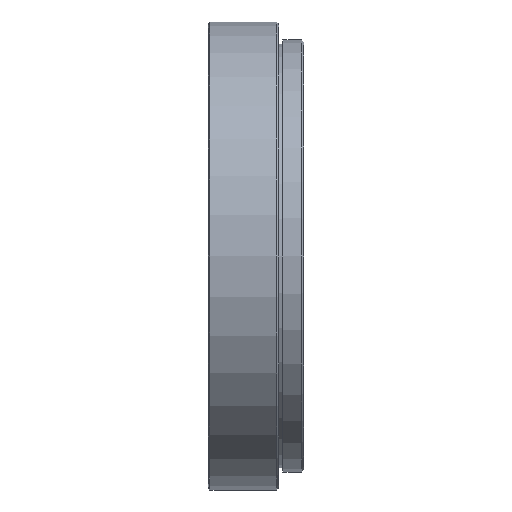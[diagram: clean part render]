
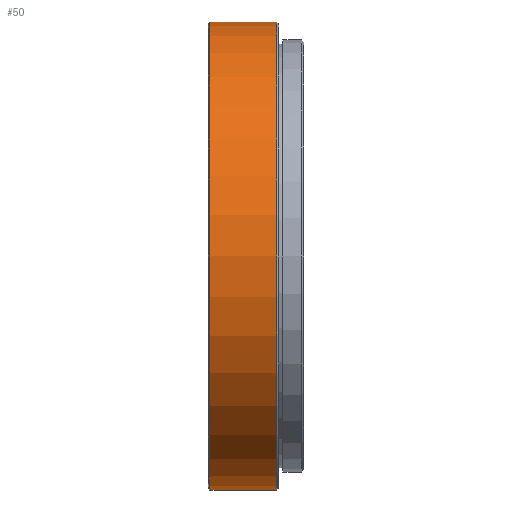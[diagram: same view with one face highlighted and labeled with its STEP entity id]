
A CAD part, front view. The second image highlights one B-rep face of the part: STEP entity #50.
In plain terms, the highlighted cylindrical face has radius 27.95 mm (diameter 55.9 mm), a partial arc.
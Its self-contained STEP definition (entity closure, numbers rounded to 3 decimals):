
#39 = CIRCLE ( 'NONE', #1491, 27.95 ) ;
#50 = ADVANCED_FACE ( 'NONE', ( #1434 ), #594, .T. ) ;
#130 = EDGE_CURVE ( 'NONE', #649, #1136, #1627, .T. ) ;
#184 = LINE ( 'NONE', #1174, #276 ) ;
#276 = VECTOR ( 'NONE', #935, 1000. ) ;
#310 = CARTESIAN_POINT ( 'NONE',  ( 3.326, -20.109, -27.95 ) ) ;
#402 = DIRECTION ( 'NONE',  ( 0., 0., 1. ) ) ;
#514 = DIRECTION ( 'NONE',  ( 0., 0., -1. ) ) ;
#594 = CYLINDRICAL_SURFACE ( 'NONE', #1622, 27.95 ) ;
#609 = CARTESIAN_POINT ( 'NONE',  ( 3.526, -20.109, -27.95 ) ) ;
#630 = ORIENTED_EDGE ( 'NONE', *, *, #779, .T. ) ;
#640 = CARTESIAN_POINT ( 'NONE',  ( -4.674, -20.109, 27.95 ) ) ;
#649 = VERTEX_POINT ( 'NONE', #640 ) ;
#671 = DIRECTION ( 'NONE',  ( 0., 0., 1. ) ) ;
#687 = EDGE_CURVE ( 'NONE', #786, #718, #39, .T. ) ;
#718 = VERTEX_POINT ( 'NONE', #1289 ) ;
#779 = EDGE_CURVE ( 'NONE', #718, #649, #184, .T. ) ;
#786 = VERTEX_POINT ( 'NONE', #310 ) ;
#788 = DIRECTION ( 'NONE',  ( -1., 0., 0. ) ) ;
#935 = DIRECTION ( 'NONE',  ( -1., 0., 0. ) ) ;
#1008 = ORIENTED_EDGE ( 'NONE', *, *, #687, .T. ) ;
#1020 = DIRECTION ( 'NONE',  ( -1., 0., 0. ) ) ;
#1034 = CARTESIAN_POINT ( 'NONE',  ( 3.326, -20.109, 0. ) ) ;
#1075 = VECTOR ( 'NONE', #1373, 1000. ) ;
#1132 = EDGE_CURVE ( 'NONE', #786, #1136, #1448, .T. ) ;
#1136 = VERTEX_POINT ( 'NONE', #1356 ) ;
#1174 = CARTESIAN_POINT ( 'NONE',  ( 3.526, -20.109, 27.95 ) ) ;
#1288 = CARTESIAN_POINT ( 'NONE',  ( 3.526, -20.109, 0. ) ) ;
#1289 = CARTESIAN_POINT ( 'NONE',  ( 3.326, -20.109, 27.95 ) ) ;
#1324 = CARTESIAN_POINT ( 'NONE',  ( -4.674, -20.109, 0. ) ) ;
#1356 = CARTESIAN_POINT ( 'NONE',  ( -4.674, -20.109, -27.95 ) ) ;
#1373 = DIRECTION ( 'NONE',  ( -1., 0., 0. ) ) ;
#1383 = ORIENTED_EDGE ( 'NONE', *, *, #130, .T. ) ;
#1434 = FACE_OUTER_BOUND ( 'NONE', #1610, .T. ) ;
#1448 = LINE ( 'NONE', #609, #1075 ) ;
#1450 = DIRECTION ( 'NONE',  ( 1., 0., 0. ) ) ;
#1479 = AXIS2_PLACEMENT_3D ( 'NONE', #1324, #1450, #671 ) ;
#1491 = AXIS2_PLACEMENT_3D ( 'NONE', #1034, #1020, #514 ) ;
#1528 = ORIENTED_EDGE ( 'NONE', *, *, #1132, .F. ) ;
#1610 = EDGE_LOOP ( 'NONE', ( #1528, #1008, #630, #1383 ) ) ;
#1622 = AXIS2_PLACEMENT_3D ( 'NONE', #1288, #788, #402 ) ;
#1627 = CIRCLE ( 'NONE', #1479, 27.95 ) ;
